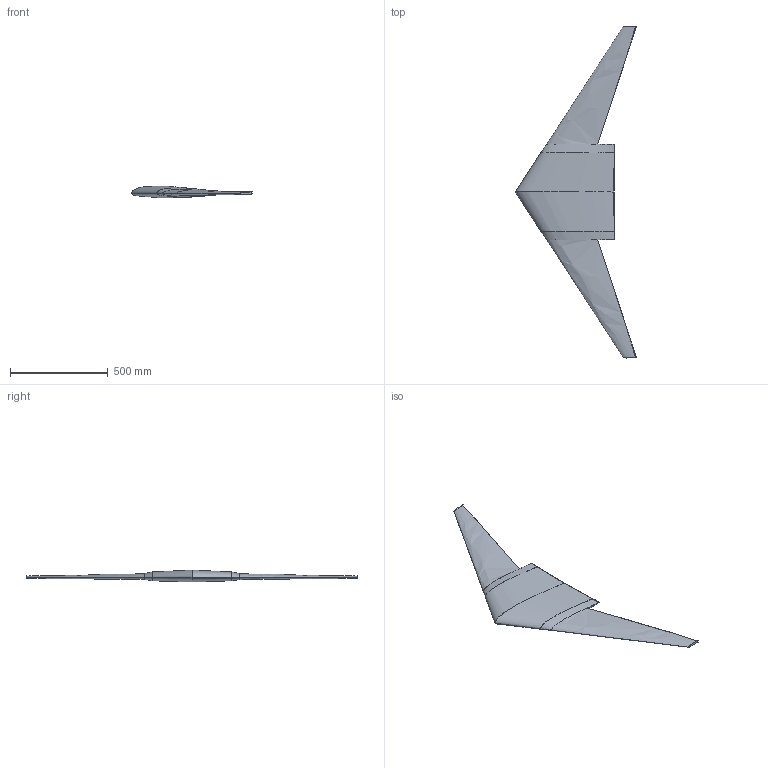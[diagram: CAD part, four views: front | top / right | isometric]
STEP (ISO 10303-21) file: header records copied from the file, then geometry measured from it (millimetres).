
FILE_DESCRIPTION (( 'STEP AP214' ), '1' );
FILE_NAME ('kArAkAnEr-v2-solid-bez-lotek-i-wingletow.STEP', '2025-04-09T21:25:09', ( '' ), ( '' ), 'SwSTEP 2.0', 'SolidWorks 2023', '' );
FILE_SCHEMA (( 'AUTOMOTIVE_DESIGN' ));
Length unit declared in the file: metre
Products named in the file (1): kArAkAnEr-v2-solid-bez-lotek-i-wingletow
Bounding box: 619.5 x 1699.97 x 60.12 mm (x, y, z)
Volume: 10931136.5 mm3; surface area: 864123.2 mm2
Topology: 1 solids, 1 shells, 42 faces, 548 edges, 506 vertices
Faces by surface type: bspline 27, plane 15
Entity records: 41183 total; most frequent: CARTESIAN_POINT 38246, ORIENTED_EDGE 1092, EDGE_CURVE 546, B_SPLINE_CURVE_WITH_KNOTS 544, VERTEX_POINT 506, EDGE_LOOP 42, ADVANCED_FACE 42, FACE_OUTER_BOUND 42
